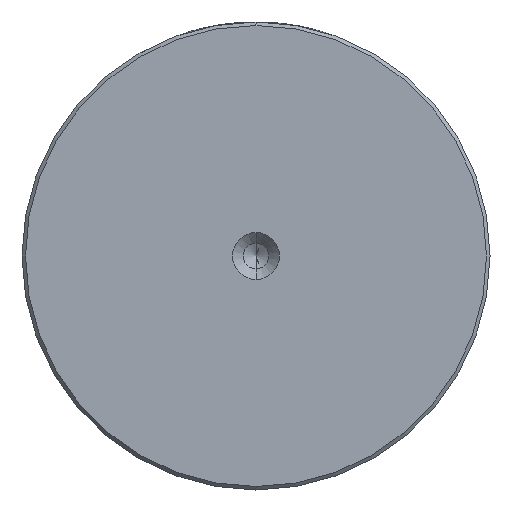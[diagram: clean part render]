
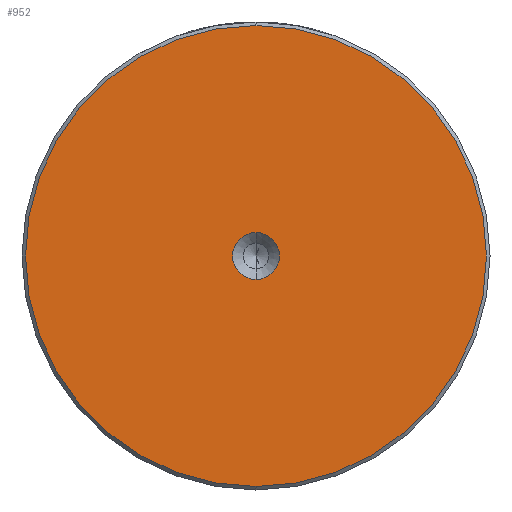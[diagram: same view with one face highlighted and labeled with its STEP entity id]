
A CAD part, left-side view. The second image highlights one B-rep face of the part: STEP entity #952.
In plain terms, the highlighted planar face has unit normal (-1, 0, 0).
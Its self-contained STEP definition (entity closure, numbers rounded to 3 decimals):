
#173 = CIRCLE ( 'NONE', #309, 32.5 ) ;
#309 = AXIS2_PLACEMENT_3D ( 'NONE', #1877, #535, #2104 ) ;
#334 = ORIENTED_EDGE ( 'NONE', *, *, #940, .T. ) ;
#430 = CARTESIAN_POINT ( 'NONE',  ( 0., 0., 3.3 ) ) ;
#535 = DIRECTION ( 'NONE',  ( -1., 0., 0. ) ) ;
#721 = DIRECTION ( 'NONE',  ( -1., 0., 0. ) ) ;
#737 = CIRCLE ( 'NONE', #975, 3.3 ) ;
#762 = VERTEX_POINT ( 'NONE', #1027 ) ;
#797 = DIRECTION ( 'NONE',  ( -1., 0., 0. ) ) ;
#940 = EDGE_CURVE ( 'NONE', #762, #1874, #2242, .T. ) ;
#952 = ADVANCED_FACE ( 'NONE', ( #2789, #2716 ), #1638, .T. ) ;
#957 = CARTESIAN_POINT ( 'NONE',  ( 0., 0., 0. ) ) ;
#975 = AXIS2_PLACEMENT_3D ( 'NONE', #1148, #2738, #1377 ) ;
#1022 = VERTEX_POINT ( 'NONE', #1434 ) ;
#1027 = CARTESIAN_POINT ( 'NONE',  ( 0., 0., -32.5 ) ) ;
#1148 = CARTESIAN_POINT ( 'NONE',  ( 0., 0., 0. ) ) ;
#1181 = DIRECTION ( 'NONE',  ( 0., 0., 1. ) ) ;
#1221 = AXIS2_PLACEMENT_3D ( 'NONE', #2135, #797, #2370 ) ;
#1231 = CIRCLE ( 'NONE', #1221, 3.3 ) ;
#1292 = EDGE_CURVE ( 'NONE', #1874, #762, #173, .T. ) ;
#1377 = DIRECTION ( 'NONE',  ( 0., 0., 1. ) ) ;
#1434 = CARTESIAN_POINT ( 'NONE',  ( 0., 0., -3.3 ) ) ;
#1460 = ORIENTED_EDGE ( 'NONE', *, *, #1292, .T. ) ;
#1638 = PLANE ( 'NONE',  #2816 ) ;
#1662 = ORIENTED_EDGE ( 'NONE', *, *, #2612, .F. ) ;
#1855 = DIRECTION ( 'NONE',  ( 0., 0., 1. ) ) ;
#1874 = VERTEX_POINT ( 'NONE', #2106 ) ;
#1877 = CARTESIAN_POINT ( 'NONE',  ( 0., 0., 0. ) ) ;
#1886 = AXIS2_PLACEMENT_3D ( 'NONE', #957, #2544, #1181 ) ;
#1961 = EDGE_LOOP ( 'NONE', ( #1662, #2691 ) ) ;
#2104 = DIRECTION ( 'NONE',  ( 0., 0., 1. ) ) ;
#2106 = CARTESIAN_POINT ( 'NONE',  ( 0., 0., 32.5 ) ) ;
#2135 = CARTESIAN_POINT ( 'NONE',  ( 0., 0., 0. ) ) ;
#2213 = VERTEX_POINT ( 'NONE', #430 ) ;
#2242 = CIRCLE ( 'NONE', #1886, 32.5 ) ;
#2370 = DIRECTION ( 'NONE',  ( 0., 0., 1. ) ) ;
#2412 = EDGE_LOOP ( 'NONE', ( #334, #1460 ) ) ;
#2544 = DIRECTION ( 'NONE',  ( -1., 0., 0. ) ) ;
#2612 = EDGE_CURVE ( 'NONE', #2213, #1022, #737, .T. ) ;
#2691 = ORIENTED_EDGE ( 'NONE', *, *, #2787, .F. ) ;
#2716 = FACE_BOUND ( 'NONE', #1961, .T. ) ;
#2738 = DIRECTION ( 'NONE',  ( -1., 0., 0. ) ) ;
#2776 = CARTESIAN_POINT ( 'NONE',  ( 0., 0., 0. ) ) ;
#2787 = EDGE_CURVE ( 'NONE', #1022, #2213, #1231, .T. ) ;
#2789 = FACE_OUTER_BOUND ( 'NONE', #2412, .T. ) ;
#2816 = AXIS2_PLACEMENT_3D ( 'NONE', #2776, #721, #1855 ) ;
